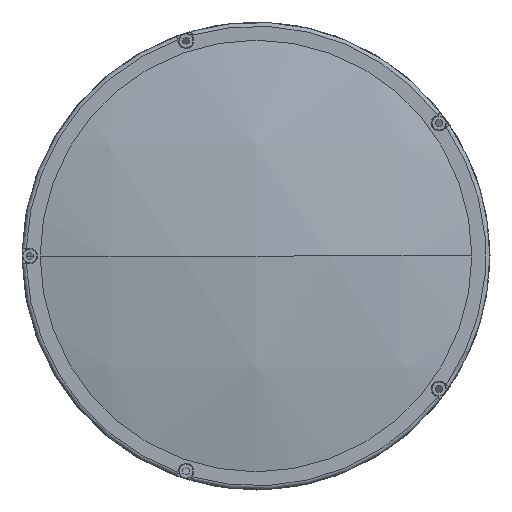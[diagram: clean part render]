
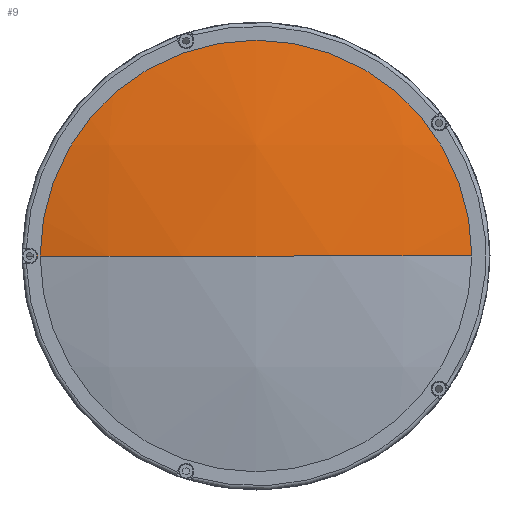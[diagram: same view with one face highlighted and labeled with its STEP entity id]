
A CAD part, left-side view. The second image highlights one B-rep face of the part: STEP entity #9.
In plain terms, the highlighted spherical face has radius 384 mm.
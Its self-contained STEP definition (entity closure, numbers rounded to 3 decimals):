
#9 = ADVANCED_FACE ( 'NONE', ( #5036 ), #1489, .T. ) ;
#31 = CARTESIAN_POINT ( 'NONE',  ( -353.104, -85., 0. ) ) ;
#129 = AXIS2_PLACEMENT_3D ( 'NONE', #494, #949, #4989 ) ;
#295 = VERTEX_POINT ( 'NONE', #3789 ) ;
#435 = DIRECTION ( 'NONE',  ( 0., 0., 1. ) ) ;
#475 = DIRECTION ( 'NONE',  ( 0., -1., 0. ) ) ;
#494 = CARTESIAN_POINT ( 'NONE',  ( 21.37, 0., 0. ) ) ;
#729 = DIRECTION ( 'NONE',  ( 0., 0., 1. ) ) ;
#750 = AXIS2_PLACEMENT_3D ( 'NONE', #3563, #435, #475 ) ;
#798 = ORIENTED_EDGE ( 'NONE', *, *, #4878, .T. ) ;
#949 = DIRECTION ( 'NONE',  ( 0., 0., -1. ) ) ;
#1126 = EDGE_CURVE ( 'NONE', #5362, #295, #1461, .T. ) ;
#1193 = CARTESIAN_POINT ( 'NONE',  ( 21.37, 0., 0. ) ) ;
#1461 = CIRCLE ( 'NONE', #129, 384. ) ;
#1489 = SPHERICAL_SURFACE ( 'NONE', #750, 384. ) ;
#1722 = DIRECTION ( 'NONE',  ( 0., -1., 0. ) ) ;
#1799 = CARTESIAN_POINT ( 'NONE',  ( -353.104, 0., 0. ) ) ;
#2200 = EDGE_CURVE ( 'NONE', #3263, #295, #5549, .T. ) ;
#2302 = DIRECTION ( 'NONE',  ( 0., 0., -1. ) ) ;
#2474 = CARTESIAN_POINT ( 'NONE',  ( -353.104, 85., 0. ) ) ;
#2866 = ORIENTED_EDGE ( 'NONE', *, *, #1126, .F. ) ;
#3034 = AXIS2_PLACEMENT_3D ( 'NONE', #1799, #4942, #2302 ) ;
#3263 = VERTEX_POINT ( 'NONE', #2474 ) ;
#3563 = CARTESIAN_POINT ( 'NONE',  ( 21.37, 0., 0. ) ) ;
#3789 = CARTESIAN_POINT ( 'NONE',  ( -362.63, 0., 0. ) ) ;
#4050 = CIRCLE ( 'NONE', #3034, 85. ) ;
#4363 = ORIENTED_EDGE ( 'NONE', *, *, #2200, .T. ) ;
#4878 = EDGE_CURVE ( 'NONE', #5362, #3263, #4050, .T. ) ;
#4941 = AXIS2_PLACEMENT_3D ( 'NONE', #1193, #729, #1722 ) ;
#4942 = DIRECTION ( 'NONE',  ( -1., 0., 0. ) ) ;
#4989 = DIRECTION ( 'NONE',  ( 0., 1., 0. ) ) ;
#5036 = FACE_OUTER_BOUND ( 'NONE', #5330, .T. ) ;
#5330 = EDGE_LOOP ( 'NONE', ( #798, #4363, #2866 ) ) ;
#5362 = VERTEX_POINT ( 'NONE', #31 ) ;
#5549 = CIRCLE ( 'NONE', #4941, 384. ) ;
